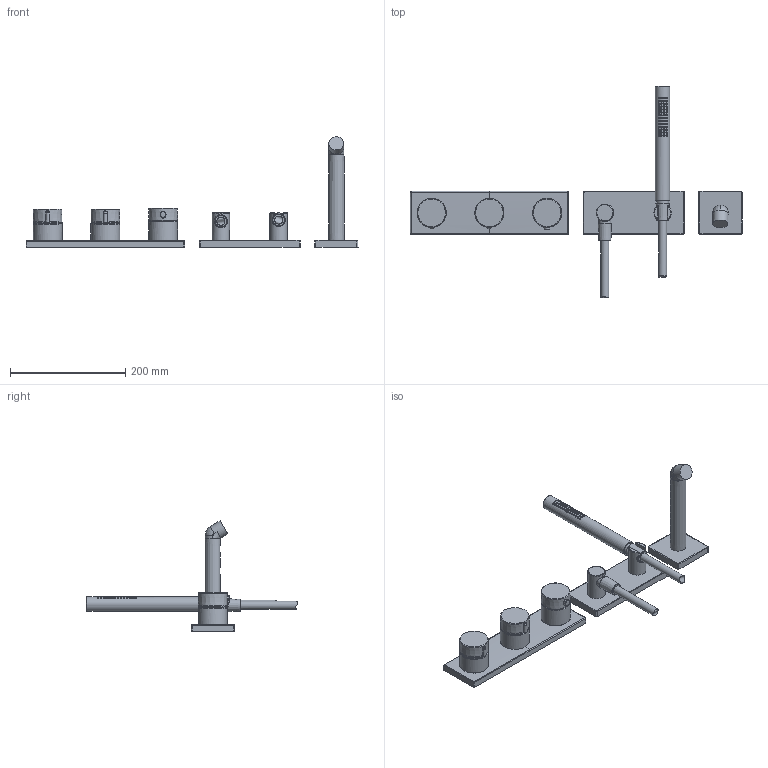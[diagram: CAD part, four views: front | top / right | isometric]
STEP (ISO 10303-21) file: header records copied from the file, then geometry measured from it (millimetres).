
FILE_DESCRIPTION (( 'STEP AP203' ), '1' );
FILE_NAME ('44874000.STEP', '2017-03-09T05:53:16', ( '' ), ( '' ), 'SwSTEP 2.0', 'SolidWorks 2016', '' );
FILE_SCHEMA (( 'CONFIG_CONTROL_DESIGN' ));
Length unit declared in the file: millimetre
Products named in the file (1): 44874000
Bounding box: 574.99 x 365.77 x 191.47 mm (x, y, z)
Volume: 1075621.3 mm3; surface area: 205668.7 mm2
Topology: 6 solids, 6 shells, 234 faces, 441 edges, 298 vertices
Faces by surface type: cylinder 101, plane 53, bspline 48, torus 14, cone 10, sphere 8
Full cylindrical faces by diameter (mm): 14 x2, 21 x2, 25 x1, 26 x1, 26.5 x1, 30 x2, 37.516 x3, 46 x2, 48.4 x1, 49 x2, 50 x3
Entity records: 12289 total; most frequent: CARTESIAN_POINT 8320, ORIENTED_EDGE 744, DIRECTION 636, EDGE_CURVE 372, EDGE_LOOP 357, AXIS2_PLACEMENT_3D 280, VERTEX_POINT 273, FACE_OUTER_BOUND 269
